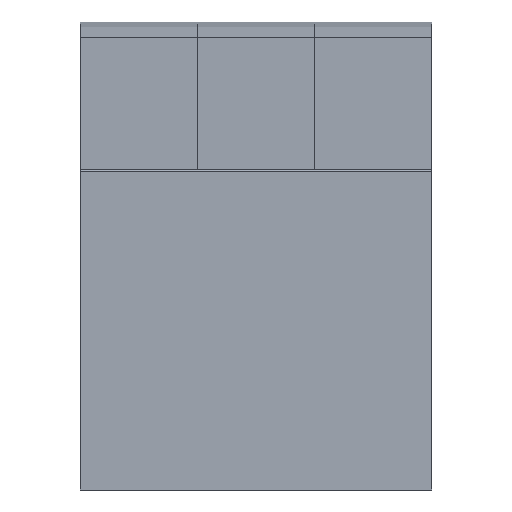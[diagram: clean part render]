
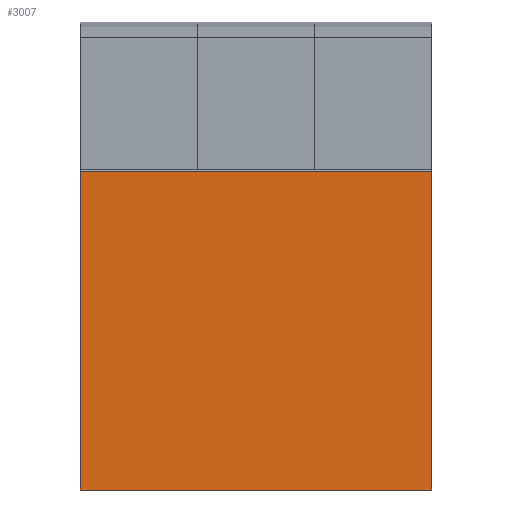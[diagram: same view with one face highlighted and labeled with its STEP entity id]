
A CAD part, front view. The second image highlights one B-rep face of the part: STEP entity #3007.
In plain terms, the highlighted planar face has unit normal (0, -1, 0).
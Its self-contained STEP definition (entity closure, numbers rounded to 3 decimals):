
#1097=CARTESIAN_POINT('',(0.0,-43.85,-4.8));
#1098=VERTEX_POINT('',#1097);
#1105=CARTESIAN_POINT('',(0.,-43.85,44.101));
#1106=VERTEX_POINT('',#1105);
#1107=CARTESIAN_POINT('',(0.,-43.85,44.101));
#1108=DIRECTION('',(0.0,0.0,-1.0));
#1109=VECTOR('',#1108,48.9);
#1110=LINE('',#1107,#1109);
#1111=EDGE_CURVE('',#1106,#1098,#1110,.T.);
#2964=CARTESIAN_POINT('',(54.,-43.85,44.101));
#2965=VERTEX_POINT('',#2964);
#2966=CARTESIAN_POINT('',(54.,-43.85,44.101));
#2967=DIRECTION('',(-1.0,0.0,0.0));
#2968=VECTOR('',#2967,54.0);
#2969=LINE('',#2966,#2968);
#2970=EDGE_CURVE('',#2965,#1106,#2969,.T.);
#2984=CARTESIAN_POINT('',(54.0,-43.85,-0.799));
#2985=DIRECTION('',(0.0,-1.0,0.0));
#2986=DIRECTION('',(1.0,0.0,0.0));
#2987=AXIS2_PLACEMENT_3D('',#2984,#2985,#2986);
#2988=PLANE('',#2987);
#2989=CARTESIAN_POINT('',(54.0,-43.85,-4.8));
#2990=VERTEX_POINT('',#2989);
#2991=CARTESIAN_POINT('',(54.0,-43.85,-4.8));
#2992=DIRECTION('',(-1.0,0.0,0.0));
#2993=VECTOR('',#2992,54.0);
#2994=LINE('',#2991,#2993);
#2995=EDGE_CURVE('',#2990,#1098,#2994,.T.);
#2996=ORIENTED_EDGE('',*,*,#2995,.F.);
#2997=CARTESIAN_POINT('',(54.0,-43.85,-4.8));
#2998=DIRECTION('',(0.0,0.0,1.0));
#2999=VECTOR('',#2998,48.9);
#3000=LINE('',#2997,#2999);
#3001=EDGE_CURVE('',#2990,#2965,#3000,.T.);
#3002=ORIENTED_EDGE('',*,*,#3001,.T.);
#3003=ORIENTED_EDGE('',*,*,#2970,.T.);
#3004=ORIENTED_EDGE('',*,*,#1111,.T.);
#3005=EDGE_LOOP('',(#2996,#3002,#3003,#3004));
#3006=FACE_OUTER_BOUND('',#3005,.T.);
#3007=ADVANCED_FACE('',(#3006),#2988,.T.);
